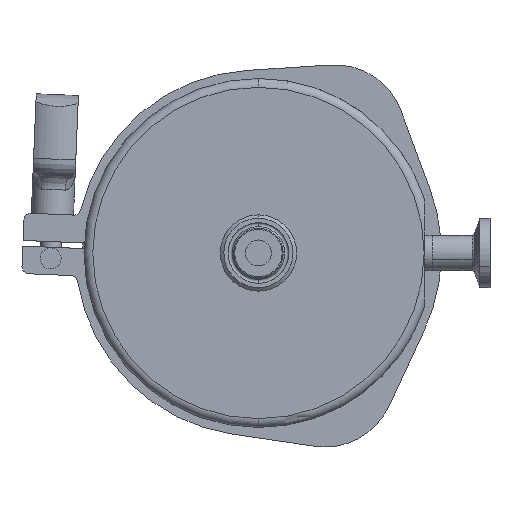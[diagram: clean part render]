
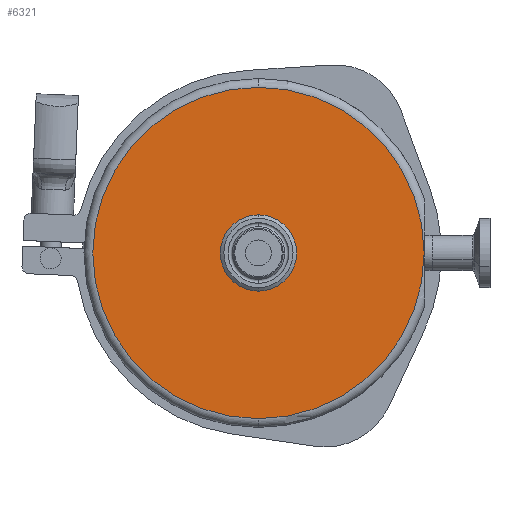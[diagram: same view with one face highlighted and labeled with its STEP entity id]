
A CAD part, front view. The second image highlights one B-rep face of the part: STEP entity #6321.
In plain terms, the highlighted planar face has unit normal (0, -1, 0).
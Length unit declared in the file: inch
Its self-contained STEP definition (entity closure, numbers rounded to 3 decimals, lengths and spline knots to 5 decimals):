
#439 = CARTESIAN_POINT ( 'NONE',  ( -2.39589, 0.64617, 0.46181 ) ) ;
#681 = DIRECTION ( 'NONE',  ( 0., -1., 0. ) ) ;
#838 = CIRCLE ( 'NONE', #6464, 0.542 ) ;
#935 = DIRECTION ( 'NONE',  ( 0., -1., 0. ) ) ;
#1051 = ORIENTED_EDGE ( 'NONE', *, *, #4124, .F. ) ;
#1148 = CIRCLE ( 'NONE', #3265, 2.355 ) ;
#1251 = CARTESIAN_POINT ( 'NONE',  ( -2.39589, 0.64617, 1.00381 ) ) ;
#1438 = FACE_OUTER_BOUND ( 'NONE', #1873, .T. ) ;
#1568 = ORIENTED_EDGE ( 'NONE', *, *, #4027, .T. ) ;
#1607 = CIRCLE ( 'NONE', #6324, 2.355 ) ;
#1648 = CARTESIAN_POINT ( 'NONE',  ( 0.08411, 0.64617, 0.46181 ) ) ;
#1873 = EDGE_LOOP ( 'NONE', ( #1568, #6644 ) ) ;
#1996 = CARTESIAN_POINT ( 'NONE',  ( -2.39589, 0.64617, 0.46181 ) ) ;
#2187 = CIRCLE ( 'NONE', #3290, 0.542 ) ;
#2382 = CARTESIAN_POINT ( 'NONE',  ( -2.39589, 0.64617, 0.46181 ) ) ;
#2610 = ORIENTED_EDGE ( 'NONE', *, *, #5694, .F. ) ;
#2711 = DIRECTION ( 'NONE',  ( 0., 0., -1. ) ) ;
#3088 = VERTEX_POINT ( 'NONE', #6043 ) ;
#3170 = AXIS2_PLACEMENT_3D ( 'NONE', #1648, #3692, #2711 ) ;
#3265 = AXIS2_PLACEMENT_3D ( 'NONE', #2382, #4439, #5986 ) ;
#3290 = AXIS2_PLACEMENT_3D ( 'NONE', #1996, #5125, #6099 ) ;
#3452 = DIRECTION ( 'NONE',  ( 0., 0., -1. ) ) ;
#3686 = CARTESIAN_POINT ( 'NONE',  ( -2.39589, 0.64617, 2.81681 ) ) ;
#3692 = DIRECTION ( 'NONE',  ( 0., -1., 0. ) ) ;
#3714 = VERTEX_POINT ( 'NONE', #3686 ) ;
#4027 = EDGE_CURVE ( 'NONE', #3088, #3714, #1148, .T. ) ;
#4124 = EDGE_CURVE ( 'NONE', #4939, #6411, #838, .T. ) ;
#4160 = PLANE ( 'NONE',  #3170 ) ;
#4439 = DIRECTION ( 'NONE',  ( 0., -1., 0. ) ) ;
#4789 = CARTESIAN_POINT ( 'NONE',  ( -2.39589, 0.64617, 0.46181 ) ) ;
#4939 = VERTEX_POINT ( 'NONE', #1251 ) ;
#5125 = DIRECTION ( 'NONE',  ( 0., -1., 0. ) ) ;
#5181 = CARTESIAN_POINT ( 'NONE',  ( -2.39589, 0.64617, -0.08019 ) ) ;
#5338 = DIRECTION ( 'NONE',  ( 0., 0., -1. ) ) ;
#5694 = EDGE_CURVE ( 'NONE', #6411, #4939, #2187, .T. ) ;
#5827 = EDGE_CURVE ( 'NONE', #3714, #3088, #1607, .T. ) ;
#5986 = DIRECTION ( 'NONE',  ( 0., 0., -1. ) ) ;
#6043 = CARTESIAN_POINT ( 'NONE',  ( -2.39589, 0.64617, -1.89319 ) ) ;
#6099 = DIRECTION ( 'NONE',  ( 0., 0., -1. ) ) ;
#6205 = FACE_BOUND ( 'NONE', #6359, .T. ) ;
#6321 = ADVANCED_FACE ( 'NONE', ( #1438, #6205 ), #4160, .T. ) ;
#6324 = AXIS2_PLACEMENT_3D ( 'NONE', #4789, #681, #5338 ) ;
#6359 = EDGE_LOOP ( 'NONE', ( #1051, #2610 ) ) ;
#6411 = VERTEX_POINT ( 'NONE', #5181 ) ;
#6464 = AXIS2_PLACEMENT_3D ( 'NONE', #439, #935, #3452 ) ;
#6644 = ORIENTED_EDGE ( 'NONE', *, *, #5827, .T. ) ;
